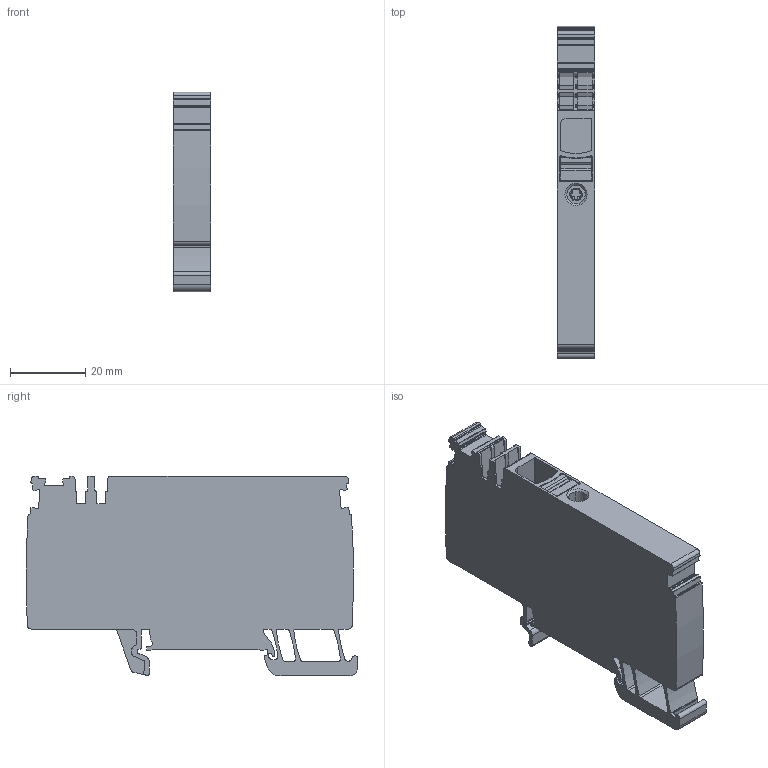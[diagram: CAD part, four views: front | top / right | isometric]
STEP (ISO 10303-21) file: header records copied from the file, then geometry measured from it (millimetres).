
FILE_DESCRIPTION(('CATIA V5 STEP Exchange','CAx-IF Rec.Pracs.--- Model Styling and Organization---1.5--- 2016-08-15','CAx-IF Rec.Pracs.---Supplemental Geometry---1.0---2011-11-01','CAx-IF Rec.Pracs.--- Composite Materials ---1.1---2010-07-15'),'2;1');
FILE_NAME ('D1463494_1', '2024-05-29T08:30:55+00:00', ('none'), ('Weidmueller'), 'CATIA Version 5-6 Release 2022 SP4 HF5', 'CATIA V5 STEP AP214 v3', 'none');
FILE_SCHEMA(('AUTOMOTIVE_DESIGN { 1 0 10303 214 1 1 1 1 }'));
Length unit declared in the file: millimetre
Products named in the file (1): 2619410000_AAP12_10_LO_GN_OR
Bounding box: 10 x 88.35 x 53.13 mm (x, y, z)
Volume: 36037 mm3; surface area: 13199.3 mm2
Topology: 1 solids, 1 shells, 409 faces, 1220 edges, 819 vertices
Faces by surface type: plane 196, cylinder 178, extrusion 31, cone 4
Entity records: 14112 total; most frequent: CARTESIAN_POINT 3228, ORIENTED_EDGE 2440, DIRECTION 1712, EDGE_CURVE 1220, VERTEX_POINT 819, VECTOR 810, LINE 779, AXIS2_PLACEMENT_3D 631
